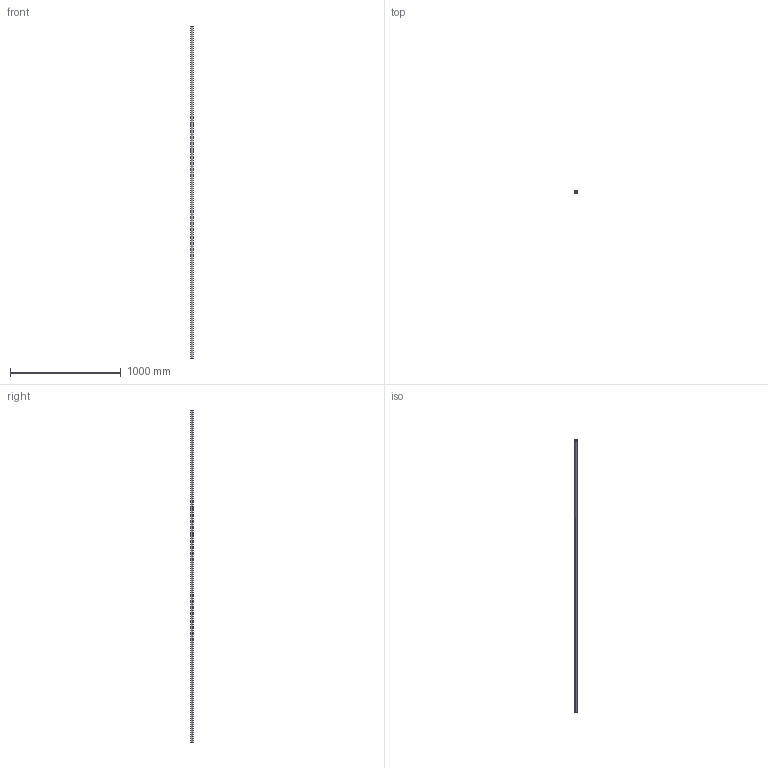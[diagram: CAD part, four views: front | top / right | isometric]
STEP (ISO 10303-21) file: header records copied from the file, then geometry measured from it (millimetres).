
FILE_DESCRIPTION (( 'STEP AP203' ), '1' );
FILE_NAME ('55110-2403M.STEP', '2016-03-24T09:59:47', ( '' ), ( '' ), 'SwSTEP 2.0', 'SolidWorks 2015', '' );
FILE_SCHEMA (( 'CONFIG_CONTROL_DESIGN' ));
Length unit declared in the file: millimetre
Products named in the file (1): 55110-2403M
Bounding box: 26.9 x 26.9 x 3000 mm (x, y, z)
Volume: 469353.4 mm3; surface area: 469688.4 mm2
Topology: 1 solids, 1 shells, 250 faces, 669 edges, 446 vertices
Faces by surface type: plane 144, bspline 102, cylinder 4
Entity records: 13558 total; most frequent: CARTESIAN_POINT 7916, ORIENTED_EDGE 1338, DIRECTION 771, EDGE_CURVE 669, LINE 457, VECTOR 457, VERTEX_POINT 446, EDGE_LOOP 277
